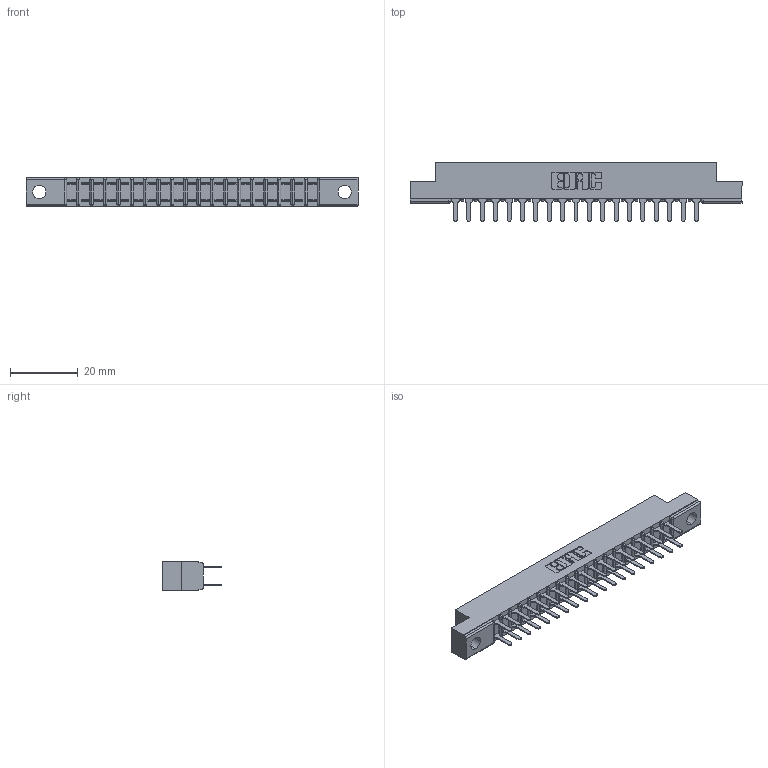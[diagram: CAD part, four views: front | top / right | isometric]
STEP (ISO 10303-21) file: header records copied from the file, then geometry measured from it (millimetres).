
FILE_DESCRIPTION (( 'STEP AP203' ), '1' );
FILE_NAME ('357-038-520-204.STEP', '2018-08-10T09:43:56', ( '' ), ( '' ), 'SwSTEP 2.0', 'SolidWorks 2016', '' );
FILE_SCHEMA (( 'CONFIG_CONTROL_DESIGN' ));
Length unit declared in the file: inch
Products named in the file (3): 357-038-520-204; 307 Part_.156 Dia Mounting Holes; 307-290-001_520
Assembly tree (39 placements, depth 2):
  357-038-520-204
    307 Part_.156 Dia Mounting Holes
    307-290-001_520  x38
Bounding box: 98.3 x 17.42 x 8.71 mm (x, y, z)
Volume: 6352 mm3; surface area: 11055.5 mm2
Topology: 39 solids, 39 shells, 1900 faces, 5299 edges, 3426 vertices
Faces by surface type: plane 1262, cylinder 598, sphere 40
Entity records: 20118 total; most frequent: CARTESIAN_POINT 3301, ORIENTED_EDGE 3266, DIRECTION 3235, EDGE_CURVE 1633, VECTOR 1251, LINE 1251, VERTEX_POINT 1058, AXIS2_PLACEMENT_3D 992
